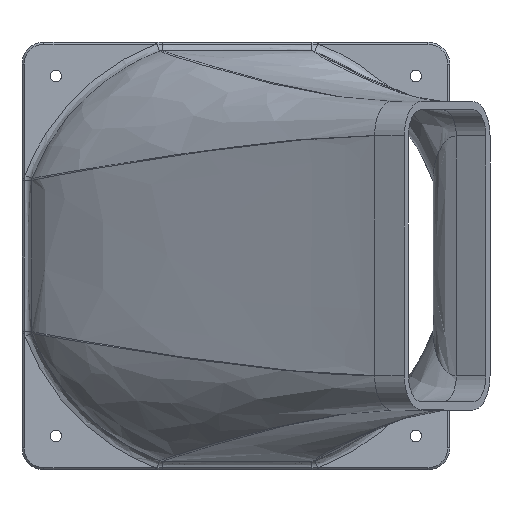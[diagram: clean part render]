
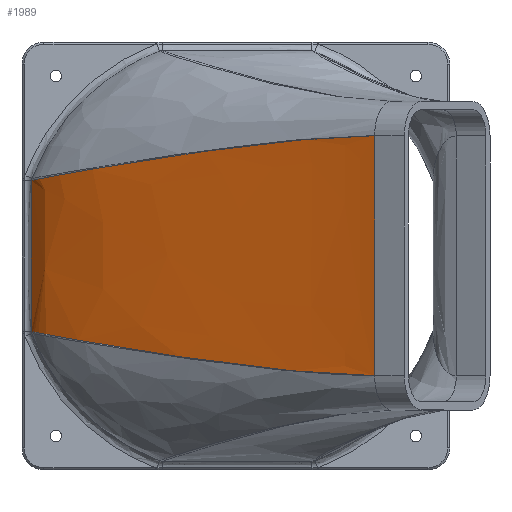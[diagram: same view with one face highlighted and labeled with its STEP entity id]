
A CAD part, top view. The second image highlights one B-rep face of the part: STEP entity #1989.
In plain terms, the highlighted free-form (B-spline) face has degree [3, 3] with [4, 4] control points.
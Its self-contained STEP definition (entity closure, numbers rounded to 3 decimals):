
#188=B_SPLINE_CURVE_WITH_KNOTS('',3,(#4023,#4024,#4025,#4026),
 .UNSPECIFIED.,.F.,.F.,(4,4),(0.,4.399),.UNSPECIFIED.);
#196=B_SPLINE_CURVE_WITH_KNOTS('',3,(#4375,#4376,#4377,#4378,#4379,#4380,
#4381,#4382,#4383,#4384,#4385,#4386,#4387,#4388,#4389,#4390),
 .UNSPECIFIED.,.F.,.F.,(4,1,1,1,1,1,1,1,1,1,1,2,4),(0.064,
0.136,0.207,0.35,0.637,
1.209,2.354,3.118,4.644,6.935,
9.225,11.515,11.57),.UNSPECIFIED.);
#197=B_SPLINE_CURVE_WITH_KNOTS('',3,(#4408,#4409,#4410,#4411,#4412,#4413,
#4414,#4415,#4416,#4417,#4418,#4419,#4420,#4421,#4422,#4423),
 .UNSPECIFIED.,.F.,.F.,(4,2,1,1,1,1,1,1,1,1,1,1,4),(-0.055,
0.,2.29,4.581,6.871,8.398,
9.161,10.306,10.879,11.165,11.308,
11.38,11.451),.UNSPECIFIED.);
#265=B_SPLINE_SURFACE_WITH_KNOTS('',3,3,((#4391,#4392,#4393,#4394),(#4395,
#4396,#4397,#4398),(#4399,#4400,#4401,#4402),(#4403,#4404,#4405,#4406)),
 .UNSPECIFIED.,.F.,.F.,.F.,(4,4),(4,4),(0.,1.),(0.042,1.),
 .UNSPECIFIED.);
#369=FACE_OUTER_BOUND('',#508,.T.);
#508=EDGE_LOOP('',(#1663,#1664,#1665,#1666));
#641=LINE('',#4424,#769);
#769=VECTOR('',#2429,10.);
#877=VERTEX_POINT('',#3191);
#941=VERTEX_POINT('',#3997);
#946=VERTEX_POINT('',#4293);
#947=VERTEX_POINT('',#4407);
#1187=EDGE_CURVE('',#877,#941,#188,.T.);
#1198=EDGE_CURVE('',#941,#946,#196,.T.);
#1199=EDGE_CURVE('',#947,#877,#197,.T.);
#1200=EDGE_CURVE('',#947,#946,#641,.T.);
#1663=ORIENTED_EDGE('',*,*,#1187,.F.);
#1664=ORIENTED_EDGE('',*,*,#1199,.F.);
#1665=ORIENTED_EDGE('',*,*,#1200,.T.);
#1666=ORIENTED_EDGE('',*,*,#1198,.F.);
#1989=ADVANCED_FACE('',(#369),#265,.F.);
#2429=DIRECTION('',(0.,1.,0.));
#3191=CARTESIAN_POINT('',(-59.66,-21.994,3.824));
#3997=CARTESIAN_POINT('',(-59.66,21.994,3.824));
#4023=CARTESIAN_POINT('Ctrl Pts',(-59.66,-21.994,3.824));
#4024=CARTESIAN_POINT('Ctrl Pts',(-59.661,-7.331,3.827));
#4025=CARTESIAN_POINT('Ctrl Pts',(-59.661,7.331,3.827));
#4026=CARTESIAN_POINT('Ctrl Pts',(-59.66,21.994,3.824));
#4293=CARTESIAN_POINT('',(40.46,35.,60.401));
#4375=CARTESIAN_POINT('Ctrl Pts',(-59.66,21.994,3.824));
#4376=CARTESIAN_POINT('Ctrl Pts',(-59.504,22.032,4.175));
#4377=CARTESIAN_POINT('Ctrl Pts',(-59.175,22.11,4.738));
#4378=CARTESIAN_POINT('Ctrl Pts',(-58.481,22.263,5.69));
#4379=CARTESIAN_POINT('Ctrl Pts',(-57.223,22.525,7.078));
#4380=CARTESIAN_POINT('Ctrl Pts',(-54.59,23.041,9.412));
#4381=CARTESIAN_POINT('Ctrl Pts',(-49.059,24.07,13.376));
#4382=CARTESIAN_POINT('Ctrl Pts',(-41.98,25.318,17.626));
#4383=CARTESIAN_POINT('Ctrl Pts',(-32.007,27.001,23.158));
#4384=CARTESIAN_POINT('Ctrl Pts',(-18.544,29.145,30.155));
#4385=CARTESIAN_POINT('Ctrl Pts',(-0.451,31.733,39.148));
#4386=CARTESIAN_POINT('Ctrl Pts',(19.936,34.062,49.296));
#4387=CARTESIAN_POINT('Ctrl Pts',(33.418,34.968,56.361));
#4388=CARTESIAN_POINT('Ctrl Pts',(40.146,35.,60.22));
#4389=CARTESIAN_POINT('Ctrl Pts',(40.303,35.,60.31));
#4390=CARTESIAN_POINT('Ctrl Pts',(40.46,35.,60.401));
#4391=CARTESIAN_POINT('Ctrl Pts',(-59.66,-22.335,3.824));
#4392=CARTESIAN_POINT('Ctrl Pts',(-54.5,-23.308,15.409));
#4393=CARTESIAN_POINT('Ctrl Pts',(8.174,-35.,41.76));
#4394=CARTESIAN_POINT('Ctrl Pts',(40.46,-35.,60.401));
#4395=CARTESIAN_POINT('Ctrl Pts',(-59.664,-7.519,3.822));
#4396=CARTESIAN_POINT('Ctrl Pts',(-54.559,-8.968,15.374));
#4397=CARTESIAN_POINT('Ctrl Pts',(7.461,-26.439,41.348));
#4398=CARTESIAN_POINT('Ctrl Pts',(40.46,-29.764,60.401));
#4399=CARTESIAN_POINT('Ctrl Pts',(-59.664,7.519,3.822));
#4400=CARTESIAN_POINT('Ctrl Pts',(-54.559,8.968,15.374));
#4401=CARTESIAN_POINT('Ctrl Pts',(7.461,26.439,41.348));
#4402=CARTESIAN_POINT('Ctrl Pts',(40.46,29.764,60.401));
#4403=CARTESIAN_POINT('Ctrl Pts',(-59.66,22.335,3.824));
#4404=CARTESIAN_POINT('Ctrl Pts',(-54.5,23.308,15.409));
#4405=CARTESIAN_POINT('Ctrl Pts',(8.174,35.,41.76));
#4406=CARTESIAN_POINT('Ctrl Pts',(40.46,35.,60.401));
#4407=CARTESIAN_POINT('',(40.46,-35.,60.401));
#4408=CARTESIAN_POINT('Ctrl Pts',(40.46,-35.,60.401));
#4409=CARTESIAN_POINT('Ctrl Pts',(40.303,-35.,60.31));
#4410=CARTESIAN_POINT('Ctrl Pts',(40.146,-35.,60.22));
#4411=CARTESIAN_POINT('Ctrl Pts',(33.418,-34.968,56.361));
#4412=CARTESIAN_POINT('Ctrl Pts',(19.936,-34.062,49.296));
#4413=CARTESIAN_POINT('Ctrl Pts',(-0.451,-31.733,
39.148));
#4414=CARTESIAN_POINT('Ctrl Pts',(-18.544,-29.145,30.155));
#4415=CARTESIAN_POINT('Ctrl Pts',(-32.007,-27.001,23.158));
#4416=CARTESIAN_POINT('Ctrl Pts',(-41.98,-25.318,17.626));
#4417=CARTESIAN_POINT('Ctrl Pts',(-49.059,-24.07,13.376));
#4418=CARTESIAN_POINT('Ctrl Pts',(-54.59,-23.041,9.412));
#4419=CARTESIAN_POINT('Ctrl Pts',(-57.223,-22.525,7.078));
#4420=CARTESIAN_POINT('Ctrl Pts',(-58.481,-22.263,5.69));
#4421=CARTESIAN_POINT('Ctrl Pts',(-59.175,-22.11,4.738));
#4422=CARTESIAN_POINT('Ctrl Pts',(-59.504,-22.032,4.175));
#4423=CARTESIAN_POINT('Ctrl Pts',(-59.66,-21.994,3.824));
#4424=CARTESIAN_POINT('',(40.46,-45.,60.401));
